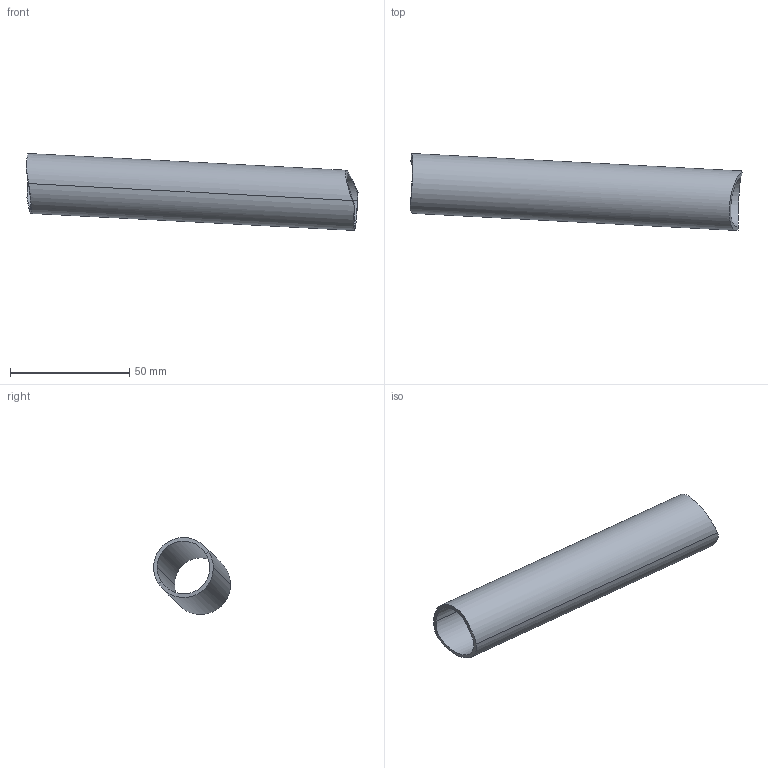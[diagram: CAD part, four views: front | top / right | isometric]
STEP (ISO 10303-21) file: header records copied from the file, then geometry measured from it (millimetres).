
FILE_DESCRIPTION(('CATIA V5 STEP Exchange'),'2;1');
FILE_NAME('50.stp','2021-12-07T14:41:17+00:00',('none'),('none'),'CATIA Version 5 Release 19 SP 2 (IN-10)','CATIA V5 STEP AP203','none');
FILE_SCHEMA(('CONFIG_CONTROL_DESIGN'));
Length unit declared in the file: millimetre
Products named in the file (1): Shape_054
Bounding box: 139.11 x 32.22 x 32.21 mm (x, y, z)
Volume: 15075.2 mm3; surface area: 20326.8 mm2
Topology: 1 solids, 1 shells, 8 faces, 24 edges, 16 vertices
Faces by surface type: plane 4, cylinder 4
Entity records: 393 total; most frequent: CARTESIAN_POINT 144, ORIENTED_EDGE 48, DIRECTION 32, EDGE_CURVE 24, AXIS2_PLACEMENT_3D 17, VERTEX_POINT 16, VECTOR 8, ADVANCED_FACE 8
